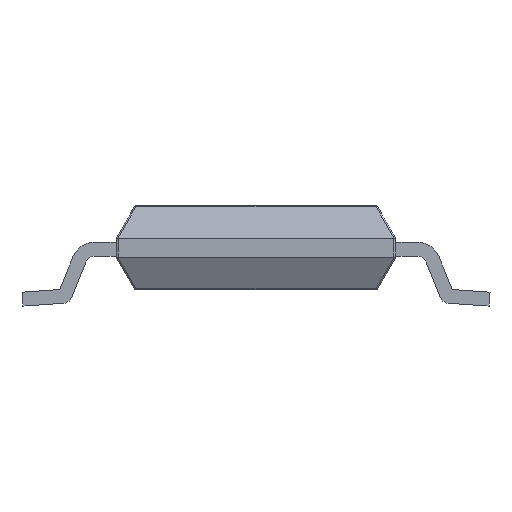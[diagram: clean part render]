
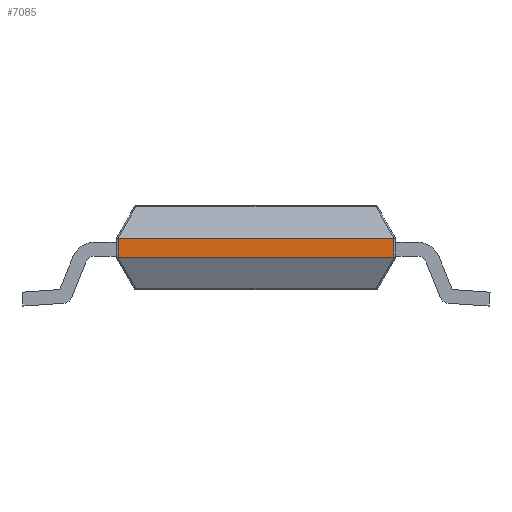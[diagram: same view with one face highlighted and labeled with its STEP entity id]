
A CAD part, front view. The second image highlights one B-rep face of the part: STEP entity #7085.
In plain terms, the highlighted planar face has unit normal (0, -1, 0).
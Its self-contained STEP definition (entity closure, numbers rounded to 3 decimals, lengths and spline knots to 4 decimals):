
#4802 = CYLINDRICAL_SURFACE('',#4803,0.02);
#4803 = AXIS2_PLACEMENT_3D('',#4804,#4805,#4806);
#4804 = CARTESIAN_POINT('',(0.82,-2.48,0.0748));
#4805 = DIRECTION('',(0.,0.,1.));
#4806 = DIRECTION('',(0.,-1.,0.));
#5422 = CYLINDRICAL_SURFACE('',#5423,0.02);
#5423 = AXIS2_PLACEMENT_3D('',#5424,#5425,#5426);
#5424 = CARTESIAN_POINT('',(3.78,-2.48,0.0748));
#5425 = DIRECTION('',(0.,0.,-1.));
#5426 = DIRECTION('',(0.,1.,0.));
#7085 = ADVANCED_FACE('',(#7086),#7100,.F.);
#7086 = FACE_BOUND('',#7087,.T.);
#7087 = EDGE_LOOP('',(#7088,#7123,#7168,#7196));
#7088 = ORIENTED_EDGE('',*,*,#7089,.T.);
#7089 = EDGE_CURVE('',#7090,#7092,#7094,.T.);
#7090 = VERTEX_POINT('',#7091);
#7091 = CARTESIAN_POINT('',(0.82,-2.5,0.5248));
#7092 = VERTEX_POINT('',#7093);
#7093 = CARTESIAN_POINT('',(3.78,-2.5,0.5248));
#7094 = SURFACE_CURVE('',#7095,(#7099,#7111),.PCURVE_S1.);
#7095 = LINE('',#7096,#7097);
#7096 = CARTESIAN_POINT('',(3.6,-2.5,0.5248));
#7097 = VECTOR('',#7098,1.);
#7098 = DIRECTION('',(1.,0.,0.));
#7099 = PCURVE('',#7100,#7105);
#7100 = PLANE('',#7101);
#7101 = AXIS2_PLACEMENT_3D('',#7102,#7103,#7104);
#7102 = CARTESIAN_POINT('',(2.3,-2.5,0.0748));
#7103 = DIRECTION('',(0.,1.,0.));
#7104 = DIRECTION('',(-1.,0.,0.));
#7105 = DEFINITIONAL_REPRESENTATION('',(#7106),#7110);
#7106 = LINE('',#7107,#7108);
#7107 = CARTESIAN_POINT('',(-1.3,0.45));
#7108 = VECTOR('',#7109,1.);
#7109 = DIRECTION('',(-1.,0.));
#7110 = ( GEOMETRIC_REPRESENTATION_CONTEXT(2) 
PARAMETRIC_REPRESENTATION_CONTEXT() REPRESENTATION_CONTEXT('2D SPACE',''
  ) );
#7111 = PCURVE('',#7112,#7117);
#7112 = PLANE('',#7113);
#7113 = AXIS2_PLACEMENT_3D('',#7114,#7115,#7116);
#7114 = CARTESIAN_POINT('',(2.3,-2.5,0.5248));
#7115 = DIRECTION('',(0.,-0.868,
    -0.496));
#7116 = DIRECTION('',(-1.,0.,0.));
#7117 = DEFINITIONAL_REPRESENTATION('',(#7118),#7122);
#7118 = LINE('',#7119,#7120);
#7119 = CARTESIAN_POINT('',(-1.3,0.));
#7120 = VECTOR('',#7121,1.);
#7121 = DIRECTION('',(-1.,0.));
#7122 = ( GEOMETRIC_REPRESENTATION_CONTEXT(2) 
PARAMETRIC_REPRESENTATION_CONTEXT() REPRESENTATION_CONTEXT('2D SPACE',''
  ) );
#7123 = ORIENTED_EDGE('',*,*,#7124,.T.);
#7124 = EDGE_CURVE('',#7092,#7125,#7127,.T.);
#7125 = VERTEX_POINT('',#7126);
#7126 = CARTESIAN_POINT('',(3.78,-2.5,0.7248));
#7127 = SURFACE_CURVE('',#7128,(#7132,#7139),.PCURVE_S1.);
#7128 = LINE('',#7129,#7130);
#7129 = CARTESIAN_POINT('',(3.78,-2.5,0.7248));
#7130 = VECTOR('',#7131,1.);
#7131 = DIRECTION('',(0.,0.,1.));
#7132 = PCURVE('',#7100,#7133);
#7133 = DEFINITIONAL_REPRESENTATION('',(#7134),#7138);
#7134 = LINE('',#7135,#7136);
#7135 = CARTESIAN_POINT('',(-1.48,0.65));
#7136 = VECTOR('',#7137,1.);
#7137 = DIRECTION('',(0.,1.));
#7138 = ( GEOMETRIC_REPRESENTATION_CONTEXT(2) 
PARAMETRIC_REPRESENTATION_CONTEXT() REPRESENTATION_CONTEXT('2D SPACE',''
  ) );
#7139 = PCURVE('',#5422,#7140);
#7140 = DEFINITIONAL_REPRESENTATION('',(#7141),#7167);
#7141 = B_SPLINE_CURVE_WITH_KNOTS('',3,(#7142,#7143,#7144,#7145,#7146,
    #7147,#7148,#7149,#7150,#7151,#7152,#7153,#7154,#7155,#7156,#7157,
    #7158,#7159,#7160,#7161,#7162,#7163,#7164,#7165,#7166),
  .UNSPECIFIED.,.F.,.F.,(4,1,1,1,1,1,1,1,1,1,1,1,1,1,1,1,1,1,1,1,1,1,4),
  (-0.2,-0.1909,-0.1818,-0.1727,-0.1636,
    -0.1545,-0.1455,-0.1364,-0.1273,
    -0.1182,-0.1091,-0.1,-0.0909,
    -0.0818,-0.0727,-0.0636,
    -0.0545,-0.0455,-0.0364,
    -0.0273,-0.0182,-0.0091,
    0.),.UNSPECIFIED.);
#7142 = CARTESIAN_POINT('',(3.142,-0.45));
#7143 = CARTESIAN_POINT('',(3.142,-0.453));
#7144 = CARTESIAN_POINT('',(3.142,-0.459));
#7145 = CARTESIAN_POINT('',(3.142,-0.468));
#7146 = CARTESIAN_POINT('',(3.142,-0.477));
#7147 = CARTESIAN_POINT('',(3.142,-0.486));
#7148 = CARTESIAN_POINT('',(3.142,-0.495));
#7149 = CARTESIAN_POINT('',(3.142,-0.505));
#7150 = CARTESIAN_POINT('',(3.142,-0.514));
#7151 = CARTESIAN_POINT('',(3.142,-0.523));
#7152 = CARTESIAN_POINT('',(3.142,-0.532));
#7153 = CARTESIAN_POINT('',(3.142,-0.541));
#7154 = CARTESIAN_POINT('',(3.142,-0.55));
#7155 = CARTESIAN_POINT('',(3.142,-0.559));
#7156 = CARTESIAN_POINT('',(3.142,-0.568));
#7157 = CARTESIAN_POINT('',(3.142,-0.577));
#7158 = CARTESIAN_POINT('',(3.142,-0.586));
#7159 = CARTESIAN_POINT('',(3.142,-0.595));
#7160 = CARTESIAN_POINT('',(3.142,-0.605));
#7161 = CARTESIAN_POINT('',(3.142,-0.614));
#7162 = CARTESIAN_POINT('',(3.142,-0.623));
#7163 = CARTESIAN_POINT('',(3.142,-0.632));
#7164 = CARTESIAN_POINT('',(3.142,-0.641));
#7165 = CARTESIAN_POINT('',(3.142,-0.647));
#7166 = CARTESIAN_POINT('',(3.142,-0.65));
#7167 = ( GEOMETRIC_REPRESENTATION_CONTEXT(2) 
PARAMETRIC_REPRESENTATION_CONTEXT() REPRESENTATION_CONTEXT('2D SPACE',''
  ) );
#7168 = ORIENTED_EDGE('',*,*,#7169,.T.);
#7169 = EDGE_CURVE('',#7125,#7170,#7172,.T.);
#7170 = VERTEX_POINT('',#7171);
#7171 = CARTESIAN_POINT('',(0.82,-2.5,0.7248));
#7172 = SURFACE_CURVE('',#7173,(#7177,#7184),.PCURVE_S1.);
#7173 = LINE('',#7174,#7175);
#7174 = CARTESIAN_POINT('',(1.,-2.5,0.7248));
#7175 = VECTOR('',#7176,1.);
#7176 = DIRECTION('',(-1.,0.,0.));
#7177 = PCURVE('',#7100,#7178);
#7178 = DEFINITIONAL_REPRESENTATION('',(#7179),#7183);
#7179 = LINE('',#7180,#7181);
#7180 = CARTESIAN_POINT('',(1.3,0.65));
#7181 = VECTOR('',#7182,1.);
#7182 = DIRECTION('',(1.,0.));
#7183 = ( GEOMETRIC_REPRESENTATION_CONTEXT(2) 
PARAMETRIC_REPRESENTATION_CONTEXT() REPRESENTATION_CONTEXT('2D SPACE',''
  ) );
#7184 = PCURVE('',#7185,#7190);
#7185 = PLANE('',#7186);
#7186 = AXIS2_PLACEMENT_3D('',#7187,#7188,#7189);
#7187 = CARTESIAN_POINT('',(2.3,-2.5,0.7248));
#7188 = DIRECTION('',(0.,-0.868,
    0.496));
#7189 = DIRECTION('',(1.,0.,0.));
#7190 = DEFINITIONAL_REPRESENTATION('',(#7191),#7195);
#7191 = LINE('',#7192,#7193);
#7192 = CARTESIAN_POINT('',(-1.3,0.));
#7193 = VECTOR('',#7194,1.);
#7194 = DIRECTION('',(-1.,0.));
#7195 = ( GEOMETRIC_REPRESENTATION_CONTEXT(2) 
PARAMETRIC_REPRESENTATION_CONTEXT() REPRESENTATION_CONTEXT('2D SPACE',''
  ) );
#7196 = ORIENTED_EDGE('',*,*,#7197,.T.);
#7197 = EDGE_CURVE('',#7170,#7090,#7198,.T.);
#7198 = SURFACE_CURVE('',#7199,(#7203,#7210),.PCURVE_S1.);
#7199 = LINE('',#7200,#7201);
#7200 = CARTESIAN_POINT('',(0.82,-2.5,0.5248));
#7201 = VECTOR('',#7202,1.);
#7202 = DIRECTION('',(0.,0.,-1.));
#7203 = PCURVE('',#7100,#7204);
#7204 = DEFINITIONAL_REPRESENTATION('',(#7205),#7209);
#7205 = LINE('',#7206,#7207);
#7206 = CARTESIAN_POINT('',(1.48,0.45));
#7207 = VECTOR('',#7208,1.);
#7208 = DIRECTION('',(0.,-1.));
#7209 = ( GEOMETRIC_REPRESENTATION_CONTEXT(2) 
PARAMETRIC_REPRESENTATION_CONTEXT() REPRESENTATION_CONTEXT('2D SPACE',''
  ) );
#7210 = PCURVE('',#4802,#7211);
#7211 = DEFINITIONAL_REPRESENTATION('',(#7212),#7238);
#7212 = B_SPLINE_CURVE_WITH_KNOTS('',3,(#7213,#7214,#7215,#7216,#7217,
    #7218,#7219,#7220,#7221,#7222,#7223,#7224,#7225,#7226,#7227,#7228,
    #7229,#7230,#7231,#7232,#7233,#7234,#7235,#7236,#7237),
  .UNSPECIFIED.,.F.,.F.,(4,1,1,1,1,1,1,1,1,1,1,1,1,1,1,1,1,1,1,1,1,1,4),
  (-0.2,-0.1909,-0.1818,-0.1727,-0.1636,
    -0.1545,-0.1455,-0.1364,-0.1273,
    -0.1182,-0.1091,-0.1,-0.0909,
    -0.0818,-0.0727,-0.0636,
    -0.0545,-0.0455,-0.0364,
    -0.0273,-0.0182,-0.0091,
    0.),.UNSPECIFIED.);
#7213 = CARTESIAN_POINT('',(6.283,0.65));
#7214 = CARTESIAN_POINT('',(6.283,0.647));
#7215 = CARTESIAN_POINT('',(6.283,0.641));
#7216 = CARTESIAN_POINT('',(6.283,0.632));
#7217 = CARTESIAN_POINT('',(6.283,0.623));
#7218 = CARTESIAN_POINT('',(6.283,0.614));
#7219 = CARTESIAN_POINT('',(6.283,0.605));
#7220 = CARTESIAN_POINT('',(6.283,0.595));
#7221 = CARTESIAN_POINT('',(6.283,0.586));
#7222 = CARTESIAN_POINT('',(6.283,0.577));
#7223 = CARTESIAN_POINT('',(6.283,0.568));
#7224 = CARTESIAN_POINT('',(6.283,0.559));
#7225 = CARTESIAN_POINT('',(6.283,0.55));
#7226 = CARTESIAN_POINT('',(6.283,0.541));
#7227 = CARTESIAN_POINT('',(6.283,0.532));
#7228 = CARTESIAN_POINT('',(6.283,0.523));
#7229 = CARTESIAN_POINT('',(6.283,0.514));
#7230 = CARTESIAN_POINT('',(6.283,0.505));
#7231 = CARTESIAN_POINT('',(6.283,0.495));
#7232 = CARTESIAN_POINT('',(6.283,0.486));
#7233 = CARTESIAN_POINT('',(6.283,0.477));
#7234 = CARTESIAN_POINT('',(6.283,0.468));
#7235 = CARTESIAN_POINT('',(6.283,0.459));
#7236 = CARTESIAN_POINT('',(6.283,0.453));
#7237 = CARTESIAN_POINT('',(6.283,0.45));
#7238 = ( GEOMETRIC_REPRESENTATION_CONTEXT(2) 
PARAMETRIC_REPRESENTATION_CONTEXT() REPRESENTATION_CONTEXT('2D SPACE',''
  ) );
